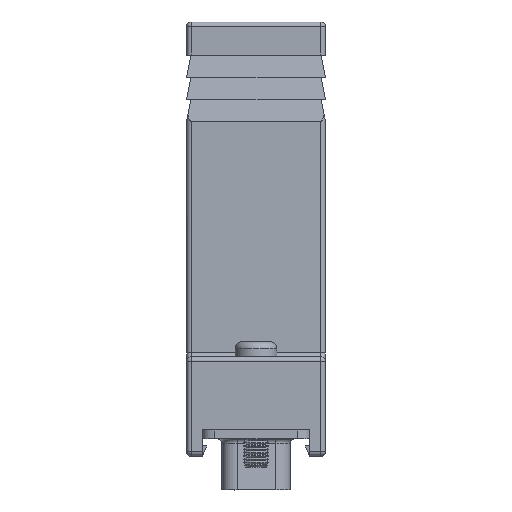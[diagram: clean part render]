
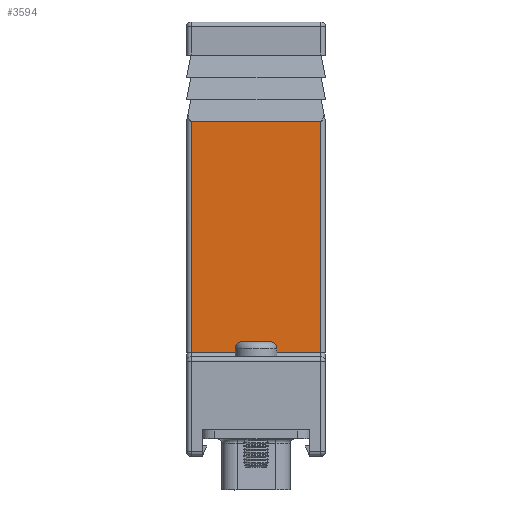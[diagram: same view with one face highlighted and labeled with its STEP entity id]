
A CAD part, top view. The second image highlights one B-rep face of the part: STEP entity #3594.
In plain terms, the highlighted planar face has unit normal (0, 0, 1).
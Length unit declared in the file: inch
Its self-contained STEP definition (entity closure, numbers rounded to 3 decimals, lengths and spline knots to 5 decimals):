
#719 = CARTESIAN_POINT ( 'NONE',  ( -0.315, 1.97, 0.3885 ) ) ;
#721 = PLANE ( 'NONE',  #6144 ) ;
#724 = DIRECTION ( 'NONE',  ( 0., 0., -1. ) ) ;
#725 = DIRECTION ( 'NONE',  ( -1., 0., 0. ) ) ;
#3299 = VERTEX_POINT ( 'NONE', #10141 ) ;
#3594 = ADVANCED_FACE ( 'NONE', ( #10467 ), #721, .F. ) ;
#4419 = ORIENTED_EDGE ( 'NONE', *, *, #5503, .F. ) ;
#4420 = ORIENTED_EDGE ( 'NONE', *, *, #5504, .T. ) ;
#4421 = ORIENTED_EDGE ( 'NONE', *, *, #5505, .T. ) ;
#4422 = ORIENTED_EDGE ( 'NONE', *, *, #5506, .T. ) ;
#5503 = EDGE_CURVE ( 'NONE', #3299, #17150, #19320, .T. ) ;
#5504 = EDGE_CURVE ( 'NONE', #3299, #17143, #19318, .T. ) ;
#5505 = EDGE_CURVE ( 'NONE', #17143, #17145, #19322, .T. ) ;
#5506 = EDGE_CURVE ( 'NONE', #17145, #17150, #19326, .T. ) ;
#6144 = AXIS2_PLACEMENT_3D ( 'NONE', #719, #724, #725 ) ;
#9377 = CARTESIAN_POINT ( 'NONE',  ( -0.295, 1.97, 0.3885 ) ) ;
#9379 = CARTESIAN_POINT ( 'NONE',  ( -0.315, 0.47, 0.3885 ) ) ;
#9381 = CARTESIAN_POINT ( 'NONE',  ( -0.31504, 1.52, 0.3885 ) ) ;
#9383 = DIRECTION ( 'NONE',  ( 1., 0., 0. ) ) ;
#9384 = DIRECTION ( 'NONE',  ( 0., -1., 0. ) ) ;
#9386 = DIRECTION ( 'NONE',  ( 1., 0., 0. ) ) ;
#9387 = CARTESIAN_POINT ( 'NONE',  ( 0.295, 1.97, 0.3885 ) ) ;
#9388 = DIRECTION ( 'NONE',  ( 0., 1., 0. ) ) ;
#10141 = CARTESIAN_POINT ( 'NONE',  ( -0.295, 1.52, 0.3885 ) ) ;
#10467 = FACE_OUTER_BOUND ( 'NONE', #10867, .T. ) ;
#10867 = EDGE_LOOP ( 'NONE', ( #4419, #4420, #4421, #4422 ) ) ;
#17143 = VERTEX_POINT ( 'NONE', #19545 ) ;
#17145 = VERTEX_POINT ( 'NONE', #19549 ) ;
#17150 = VERTEX_POINT ( 'NONE', #19558 ) ;
#19318 = LINE ( 'NONE', #9377, #19325 ) ;
#19320 = LINE ( 'NONE', #9381, #19323 ) ;
#19322 = LINE ( 'NONE', #9379, #19327 ) ;
#19323 = VECTOR ( 'NONE', #9383, 39.37008 ) ;
#19325 = VECTOR ( 'NONE', #9384, 39.37008 ) ;
#19326 = LINE ( 'NONE', #9387, #19329 ) ;
#19327 = VECTOR ( 'NONE', #9386, 39.37008 ) ;
#19329 = VECTOR ( 'NONE', #9388, 39.37008 ) ;
#19545 = CARTESIAN_POINT ( 'NONE',  ( -0.295, 0.47, 0.3885 ) ) ;
#19549 = CARTESIAN_POINT ( 'NONE',  ( 0.295, 0.47, 0.3885 ) ) ;
#19558 = CARTESIAN_POINT ( 'NONE',  ( 0.295, 1.52, 0.3885 ) ) ;
